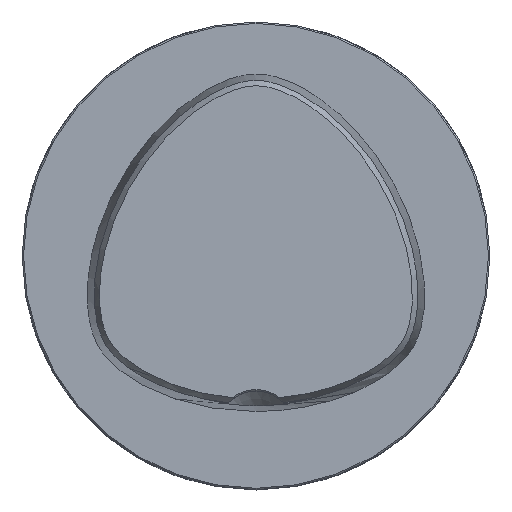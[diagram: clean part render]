
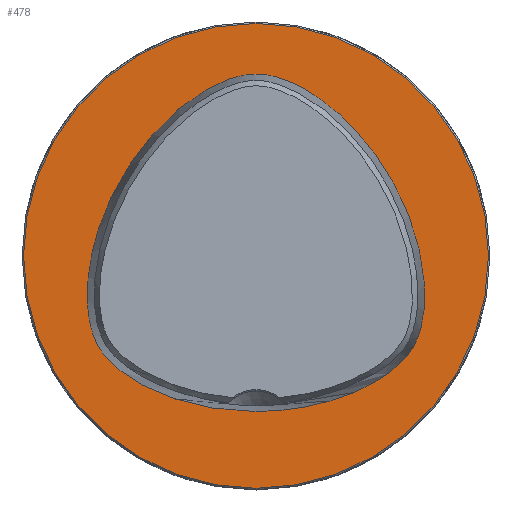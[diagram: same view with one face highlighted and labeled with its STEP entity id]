
A CAD part, top view. The second image highlights one B-rep face of the part: STEP entity #478.
In plain terms, the highlighted planar face has unit normal (0, 0, 1).
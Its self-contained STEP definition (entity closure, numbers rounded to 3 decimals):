
#373=B_SPLINE_CURVE_WITH_KNOTS('',3,(#2916,#2917,#2918,#2919,#2920,#2921,
#2922,#2923,#2924,#2925,#2926,#2927,#2928,#2929,#2930,#2931,#2932,#2933,
#2934,#2935,#2936,#2937,#2938,#2939,#2940,#2941,#2942,#2943,#2944,#2945,
#2946,#2947,#2948,#2949,#2950,#2951,#2952,#2953,#2954,#2955,#2956,#2957,
#2958,#2959,#2960,#2961,#2962,#2963,#2964,#2965,#2966,#2967,#2968,#2969,
#2970,#2971,#2972,#2973,#2974,#2975,#2976,#2977,#2978,#2979,#2980,#2981,
#2982,#2983,#2984,#2985,#2986,#2987,#2988,#2989,#2990,#2991,#2992,#2993,
#2994),.UNSPECIFIED.,.T.,.F.,(1,1,2,1,1,1,1,1,1,1,1,1,1,1,1,1,1,1,1,1,1,
1,1,1,1,1,1,1,1,1,1,1,1,1,1,1,1,1,1,1,1,1,1,1,1,1,1,1,1,1,1,1,1,1,1,1,1,
1,1,1,1,1,1,1,1,1,1,1,1,1,1,1,1,1,1,1,1,1,2,1,1),(-0.047,-0.031,0.,
0.031,0.047,0.063,0.078,0.094,0.109,0.125,0.133,0.141,
0.148,0.156,0.164,0.168,0.172,0.18,0.188,0.195,
0.203,0.211,0.219,0.234,0.25,0.266,0.281,0.313,0.344,
0.375,0.391,0.406,0.422,0.438,0.453,0.461,0.469,0.477,
0.484,0.492,0.5,0.508,0.516,0.523,0.531,0.539,0.547,
0.563,0.578,0.594,0.609,0.625,0.656,0.688,0.719,0.734,
0.75,0.766,0.781,0.789,0.797,0.805,0.813,0.82,0.828,
0.832,0.836,0.844,0.852,0.859,0.867,0.875,0.891,
0.906,0.922,0.938,0.953,0.969,1.,1.031,1.047),
 .UNSPECIFIED.);
#478=ADVANCED_FACE('CU_E_LO_SU_1',(#673,#674),#589,.T.);
#589=PLANE('',#1881);
#673=FACE_BOUND('',#762,.T.);
#674=FACE_BOUND('',#763,.T.);
#762=EDGE_LOOP('',(#970));
#763=EDGE_LOOP('',(#971));
#970=ORIENTED_EDGE('',*,*,#1584,.T.);
#971=ORIENTED_EDGE('',*,*,#1545,.T.);
#1381=VERTEX_POINT('',#2995);
#1418=VERTEX_POINT('',#3486);
#1545=EDGE_CURVE('',#1381,#1381,#373,.T.);
#1584=EDGE_CURVE('',#1418,#1418,#1770,.T.);
#1770=CIRCLE('',#1879,49.7);
#1879=AXIS2_PLACEMENT_3D('',#3485,#2106,#2107);
#1881=AXIS2_PLACEMENT_3D('',#3488,#2110,#2111);
#2106=DIRECTION('',(0.,0.,1.));
#2107=DIRECTION('',(1.,0.,0.));
#2110=DIRECTION('',(0.,0.,1.));
#2111=DIRECTION('',(1.,0.,0.));
#2916=CARTESIAN_POINT('',(2.358,-33.275,0.));
#2917=CARTESIAN_POINT('',(-2.358,-33.275,0.));
#2918=CARTESIAN_POINT('',(-5.899,-33.062,0.));
#2919=CARTESIAN_POINT('',(-10.564,-32.342,0.));
#2920=CARTESIAN_POINT('',(-14.022,-31.579,0.));
#2921=CARTESIAN_POINT('',(-17.421,-30.585,0.));
#2922=CARTESIAN_POINT('',(-20.741,-29.347,0.));
#2923=CARTESIAN_POINT('',(-23.953,-27.85,0.));
#2924=CARTESIAN_POINT('',(-26.508,-26.364,0.));
#2925=CARTESIAN_POINT('',(-28.446,-25.014,0.));
#2926=CARTESIAN_POINT('',(-29.836,-23.912,0.));
#2927=CARTESIAN_POINT('',(-31.143,-22.712,0.));
#2928=CARTESIAN_POINT('',(-32.342,-21.401,0.));
#2929=CARTESIAN_POINT('',(-33.217,-20.204,0.));
#2930=CARTESIAN_POINT('',(-33.821,-19.184,0.));
#2931=CARTESIAN_POINT('',(-34.357,-18.128,0.));
#2932=CARTESIAN_POINT('',(-34.902,-16.749,0.));
#2933=CARTESIAN_POINT('',(-35.385,-15.04,0.));
#2934=CARTESIAN_POINT('',(-35.726,-13.299,0.));
#2935=CARTESIAN_POINT('',(-35.948,-11.541,0.));
#2936=CARTESIAN_POINT('',(-36.064,-9.772,0.));
#2937=CARTESIAN_POINT('',(-36.095,-7.411,0.));
#2938=CARTESIAN_POINT('',(-35.922,-4.462,0.));
#2939=CARTESIAN_POINT('',(-35.423,-0.954,0.));
#2940=CARTESIAN_POINT('',(-34.665,2.506,0.));
#2941=CARTESIAN_POINT('',(-33.34,7.037,0.));
#2942=CARTESIAN_POINT('',(-31.139,12.522,0.));
#2943=CARTESIAN_POINT('',(-27.717,18.733,0.));
#2944=CARTESIAN_POINT('',(-24.263,23.527,0.));
#2945=CARTESIAN_POINT('',(-21.153,27.079,0.));
#2946=CARTESIAN_POINT('',(-18.649,29.584,0.));
#2947=CARTESIAN_POINT('',(-15.974,31.907,0.));
#2948=CARTESIAN_POINT('',(-13.129,34.018,0.));
#2949=CARTESIAN_POINT('',(-10.614,35.568,0.));
#2950=CARTESIAN_POINT('',(-8.514,36.651,0.));
#2951=CARTESIAN_POINT('',(-6.895,37.372,0.));
#2952=CARTESIAN_POINT('',(-5.231,37.986,0.));
#2953=CARTESIAN_POINT('',(-3.524,38.472,0.));
#2954=CARTESIAN_POINT('',(-1.776,38.797,0.));
#2955=CARTESIAN_POINT('',(0.,38.915,0.));
#2956=CARTESIAN_POINT('',(1.776,38.797,0.));
#2957=CARTESIAN_POINT('',(3.524,38.472,0.));
#2958=CARTESIAN_POINT('',(5.231,37.986,0.));
#2959=CARTESIAN_POINT('',(6.895,37.372,0.));
#2960=CARTESIAN_POINT('',(8.514,36.651,0.));
#2961=CARTESIAN_POINT('',(10.614,35.568,0.));
#2962=CARTESIAN_POINT('',(13.129,34.018,0.));
#2963=CARTESIAN_POINT('',(15.974,31.907,0.));
#2964=CARTESIAN_POINT('',(18.649,29.584,0.));
#2965=CARTESIAN_POINT('',(21.153,27.079,0.));
#2966=CARTESIAN_POINT('',(24.263,23.527,0.));
#2967=CARTESIAN_POINT('',(27.717,18.733,0.));
#2968=CARTESIAN_POINT('',(31.139,12.522,0.));
#2969=CARTESIAN_POINT('',(33.34,7.037,0.));
#2970=CARTESIAN_POINT('',(34.665,2.506,0.));
#2971=CARTESIAN_POINT('',(35.423,-0.954,0.));
#2972=CARTESIAN_POINT('',(35.922,-4.462,0.));
#2973=CARTESIAN_POINT('',(36.095,-7.411,0.));
#2974=CARTESIAN_POINT('',(36.064,-9.772,0.));
#2975=CARTESIAN_POINT('',(35.948,-11.54,0.));
#2976=CARTESIAN_POINT('',(35.726,-13.299,0.));
#2977=CARTESIAN_POINT('',(35.385,-15.04,0.));
#2978=CARTESIAN_POINT('',(34.902,-16.749,0.));
#2979=CARTESIAN_POINT('',(34.357,-18.128,0.));
#2980=CARTESIAN_POINT('',(33.821,-19.184,0.));
#2981=CARTESIAN_POINT('',(33.217,-20.204,0.));
#2982=CARTESIAN_POINT('',(32.342,-21.401,0.));
#2983=CARTESIAN_POINT('',(31.143,-22.712,0.));
#2984=CARTESIAN_POINT('',(29.836,-23.912,0.));
#2985=CARTESIAN_POINT('',(28.446,-25.014,0.));
#2986=CARTESIAN_POINT('',(26.508,-26.364,0.));
#2987=CARTESIAN_POINT('',(23.953,-27.85,0.));
#2988=CARTESIAN_POINT('',(20.741,-29.347,0.));
#2989=CARTESIAN_POINT('',(17.421,-30.585,0.));
#2990=CARTESIAN_POINT('',(14.022,-31.579,0.));
#2991=CARTESIAN_POINT('',(10.564,-32.342,0.));
#2992=CARTESIAN_POINT('',(5.899,-33.062,0.));
#2993=CARTESIAN_POINT('',(2.358,-33.275,0.));
#2994=CARTESIAN_POINT('',(-2.358,-33.275,0.));
#2995=CARTESIAN_POINT('',(0.,-33.275,0.));
#3485=CARTESIAN_POINT('',(0.,0.,0.));
#3486=CARTESIAN_POINT('',(49.7,0.,0.));
#3488=CARTESIAN_POINT('',(0.,-40.707,0.));
